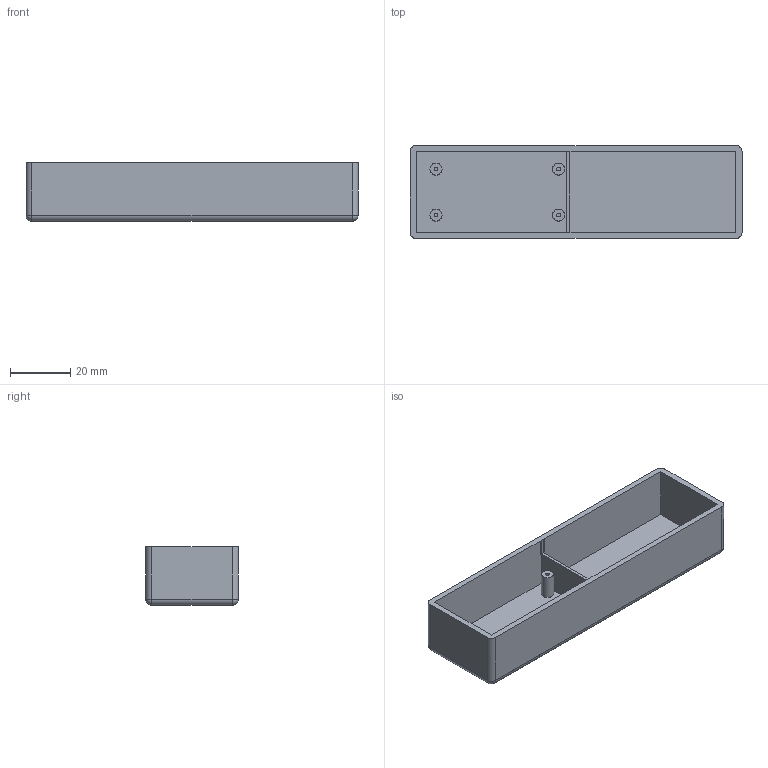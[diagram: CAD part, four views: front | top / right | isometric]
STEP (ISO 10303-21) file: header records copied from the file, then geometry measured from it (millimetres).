
FILE_DESCRIPTION(('FreeCAD Model'),'2;1');
FILE_NAME('Open CASCADE Shape Model','2024-05-17T10:04:44',(''),(''), 'Open CASCADE STEP processor 7.7','FreeCAD','Unknown');
FILE_SCHEMA(('AUTOMOTIVE_DESIGN { 1 0 10303 214 1 1 1 1 }'));
Length unit declared in the file: millimetre
Products named in the file (1): transmitter_box
Bounding box: 110 x 30.7 x 19.4 mm (x, y, z)
Volume: 16652.8 mm3; surface area: 17668.1 mm2
Topology: 1 solids, 1 shells, 61 faces, 130 edges, 76 vertices
Faces by surface type: plane 37, cylinder 20, sphere 4
Full cylindrical faces by diameter (mm): 1.28 x4, 4 x4
Entity records: 3247 total; most frequent: DIRECTION 537, CARTESIAN_POINT 522, LINE 322, VECTOR 322, ORIENTED_EDGE 252, PCURVE 252, DEFINITIONAL_REPRESENTATION 252, EDGE_CURVE 126
